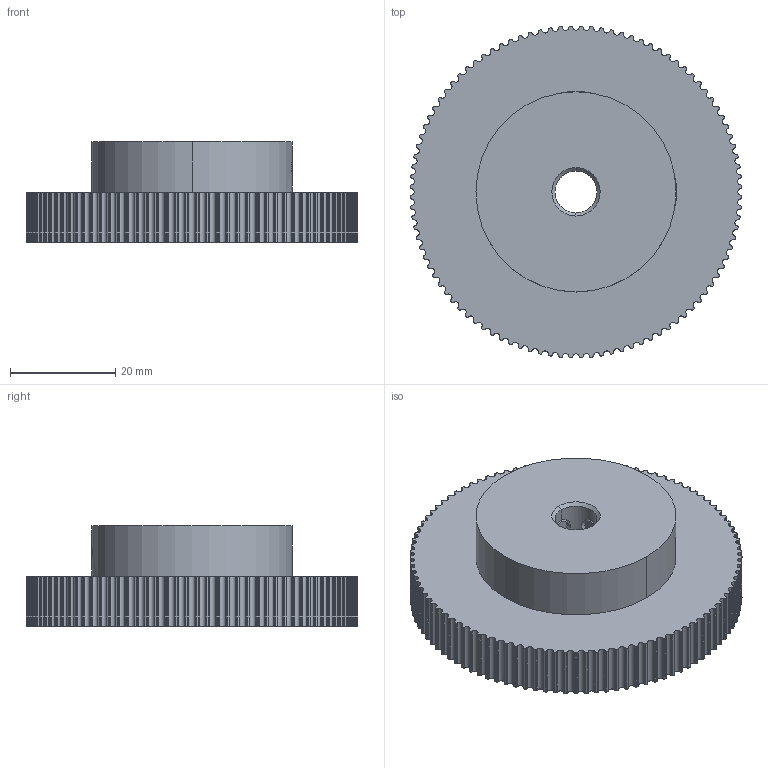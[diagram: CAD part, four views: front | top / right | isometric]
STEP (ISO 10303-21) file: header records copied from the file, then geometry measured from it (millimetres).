
FILE_DESCRIPTION((''),'2;1');
FILE_NAME('46033','2014-12-02T',('carefree'),(''),'PRO/ENGINEER BY PARAMETRIC TECHNOLOGY CORPORATION, 2005030','PRO/ENGINEER BY PARAMETRIC TECHNOLOGY CORPORATION, 2005030','');
FILE_SCHEMA(('CONFIG_CONTROL_DESIGN'));
Length unit declared in the file: millimetre
Products named in the file (1): 46033
Bounding box: 63.18 x 63.18 x 19.1 mm (x, y, z)
Volume: 38968.7 mm3; surface area: 10331.3 mm2
Topology: 1 solids, 1 shells, 645 faces, 1910 edges, 1272 vertices
Faces by surface type: cylinder 612, plane 21, cone 12
Entity records: 22692 total; most frequent: DIRECTION 4430, CARTESIAN_POINT 4163, ORIENTED_EDGE 3820, EDGE_CURVE 1910, AXIS2_PLACEMENT_3D 1883, VERTEX_POINT 1272, CIRCLE 1238, VECTOR 664
